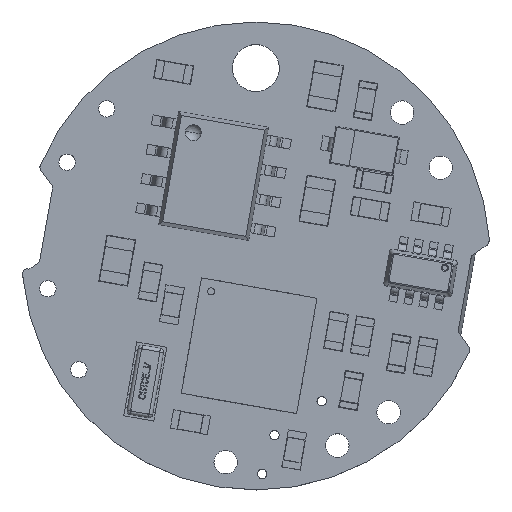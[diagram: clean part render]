
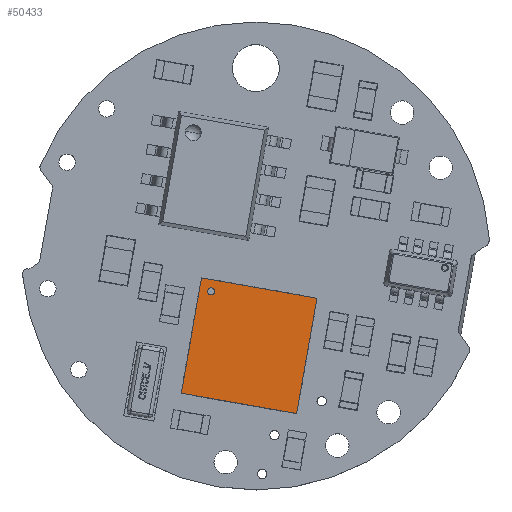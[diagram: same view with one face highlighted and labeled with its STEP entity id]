
A CAD part, top view. The second image highlights one B-rep face of the part: STEP entity #50433.
In plain terms, the highlighted planar face has unit normal (0, 0, 1).
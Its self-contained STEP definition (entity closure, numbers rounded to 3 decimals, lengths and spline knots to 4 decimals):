
#50433 = ADVANCED_FACE('',(#50434,#50468),#50488,.F.);
#50434 = FACE_BOUND('',#50435,.T.);
#50435 = EDGE_LOOP('',(#50436,#50446,#50454,#50462));
#50436 = ORIENTED_EDGE('',*,*,#50437,.T.);
#50437 = EDGE_CURVE('',#50438,#50440,#50442,.T.);
#50438 = VERTEX_POINT('',#50439);
#50439 = CARTESIAN_POINT('',(2.6013,-1.8031,
    0.8627));
#50440 = VERTEX_POINT('',#50441);
#50441 = CARTESIAN_POINT('',(-2.3227,-0.9349,
    0.8627));
#50442 = LINE('',#50443,#50444);
#50443 = CARTESIAN_POINT('',(-2.3227,-0.9349,
    0.8627));
#50444 = VECTOR('',#50445,1.);
#50445 = DIRECTION('',(-0.985,0.174,
    0.));
#50446 = ORIENTED_EDGE('',*,*,#50447,.T.);
#50447 = EDGE_CURVE('',#50440,#50448,#50450,.T.);
#50448 = VERTEX_POINT('',#50449);
#50449 = CARTESIAN_POINT('',(-3.191,-5.8589,
    0.8627));
#50450 = LINE('',#50451,#50452);
#50451 = CARTESIAN_POINT('',(-3.191,-5.8589,
    0.8627));
#50452 = VECTOR('',#50453,1.);
#50453 = DIRECTION('',(-0.174,-0.985,
    0.));
#50454 = ORIENTED_EDGE('',*,*,#50455,.T.);
#50455 = EDGE_CURVE('',#50448,#50456,#50458,.T.);
#50456 = VERTEX_POINT('',#50457);
#50457 = CARTESIAN_POINT('',(1.7331,-6.7272,
    0.8627));
#50458 = LINE('',#50459,#50460);
#50459 = CARTESIAN_POINT('',(-3.191,-5.8589,
    0.8627));
#50460 = VECTOR('',#50461,1.);
#50461 = DIRECTION('',(0.985,-0.174,
    0.));
#50462 = ORIENTED_EDGE('',*,*,#50463,.T.);
#50463 = EDGE_CURVE('',#50456,#50438,#50464,.T.);
#50464 = LINE('',#50465,#50466);
#50465 = CARTESIAN_POINT('',(1.7331,-6.7272,
    0.8627));
#50466 = VECTOR('',#50467,1.);
#50467 = DIRECTION('',(0.174,0.985,0.
    ));
#50468 = FACE_BOUND('',#50469,.T.);
#50469 = EDGE_LOOP('',(#50470,#50481));
#50470 = ORIENTED_EDGE('',*,*,#50471,.F.);
#50471 = EDGE_CURVE('',#50472,#50474,#50476,.T.);
#50472 = VERTEX_POINT('',#50473);
#50473 = CARTESIAN_POINT('',(-1.9432,-1.6618,
    0.8627));
#50474 = VERTEX_POINT('',#50475);
#50475 = CARTESIAN_POINT('',(-1.8911,-1.3664,
    0.8627));
#50476 = CIRCLE('',#50477,0.15);
#50477 = AXIS2_PLACEMENT_3D('',#50478,#50479,#50480);
#50478 = CARTESIAN_POINT('',(-1.9171,-1.5141,
    0.8627));
#50479 = DIRECTION('',(0.,0.,1.));
#50480 = DIRECTION('',(-0.174,-0.985,
    0.));
#50481 = ORIENTED_EDGE('',*,*,#50482,.F.);
#50482 = EDGE_CURVE('',#50474,#50472,#50483,.T.);
#50483 = CIRCLE('',#50484,0.15);
#50484 = AXIS2_PLACEMENT_3D('',#50485,#50486,#50487);
#50485 = CARTESIAN_POINT('',(-1.9171,-1.5141,
    0.8627));
#50486 = DIRECTION('',(0.,0.,1.));
#50487 = DIRECTION('',(-0.174,-0.985,
    0.));
#50488 = PLANE('',#50489);
#50489 = AXIS2_PLACEMENT_3D('',#50490,#50491,#50492);
#50490 = CARTESIAN_POINT('',(2.6013,-1.8031,
    0.8627));
#50491 = DIRECTION('',(0.,0.,-1.));
#50492 = DIRECTION('',(0.174,0.985,0.
    ));
